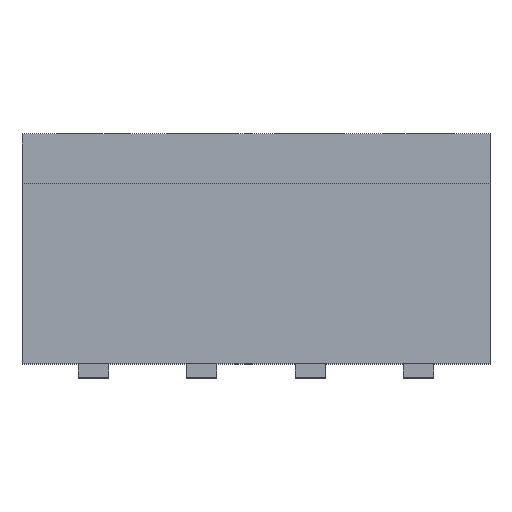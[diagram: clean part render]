
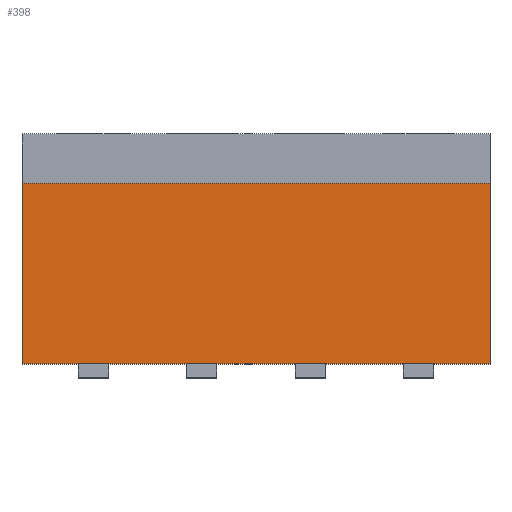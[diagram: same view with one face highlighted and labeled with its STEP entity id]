
A CAD part, top view. The second image highlights one B-rep face of the part: STEP entity #398.
In plain terms, the highlighted planar face has unit normal (0, 0, 1).
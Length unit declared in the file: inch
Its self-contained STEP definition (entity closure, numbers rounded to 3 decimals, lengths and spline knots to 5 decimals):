
#398 = ADVANCED_FACE( '', ( #892 ), #893, .F. );
#892 = FACE_OUTER_BOUND( '', #1508, .T. );
#893 = PLANE( '', #1509 );
#1508 = EDGE_LOOP( '', ( #2538, #2539, #2540, #2541 ) );
#1509 = AXIS2_PLACEMENT_3D( '', #2542, #2543, #2544 );
#2538 = ORIENTED_EDGE( '', *, *, #4053, .F. );
#2539 = ORIENTED_EDGE( '', *, *, #4054, .T. );
#2540 = ORIENTED_EDGE( '', *, *, #4055, .T. );
#2541 = ORIENTED_EDGE( '', *, *, #3980, .F. );
#2542 = CARTESIAN_POINT( '', ( 0., 0.0835, 0.05 ) );
#2543 = DIRECTION( '', ( 0., 0., -1. ) );
#2544 = DIRECTION( '', ( -1., 0., 0. ) );
#3980 = EDGE_CURVE( '', #4885, #4887, #4888, .T. );
#4053 = EDGE_CURVE( '', #5000, #4885, #5001, .T. );
#4054 = EDGE_CURVE( '', #5000, #5002, #5003, .T. );
#4055 = EDGE_CURVE( '', #5002, #4887, #5004, .T. );
#4885 = VERTEX_POINT( '', #6139 );
#4887 = VERTEX_POINT( '', #6142 );
#4888 = LINE( '', #6143, #6144 );
#5000 = VERTEX_POINT( '', #6310 );
#5001 = LINE( '', #6311, #6312 );
#5002 = VERTEX_POINT( '', #6313 );
#5003 = LINE( '', #6314, #6315 );
#5004 = LINE( '', #6316, #6317 );
#6139 = CARTESIAN_POINT( '', ( 0.16998, 0.0655, 0.05 ) );
#6142 = CARTESIAN_POINT( '', ( 0.16998, 0., 0.05 ) );
#6143 = CARTESIAN_POINT( '', ( 0.16998, 0.0835, 0.05 ) );
#6144 = VECTOR( '', #7186, 39.37008 );
#6310 = CARTESIAN_POINT( '', ( 0., 0.0655, 0.05 ) );
#6311 = CARTESIAN_POINT( '', ( 0., 0.0655, 0.05 ) );
#6312 = VECTOR( '', #7250, 39.37008 );
#6313 = CARTESIAN_POINT( '', ( 0., 0., 0.05 ) );
#6314 = CARTESIAN_POINT( '', ( 0., 0.0835, 0.05 ) );
#6315 = VECTOR( '', #7251, 39.37008 );
#6316 = CARTESIAN_POINT( '', ( 0., 0., 0.05 ) );
#6317 = VECTOR( '', #7252, 39.37008 );
#7186 = DIRECTION( '', ( 0., -1., 0. ) );
#7250 = DIRECTION( '', ( 1., 0., 0. ) );
#7251 = DIRECTION( '', ( 0., -1., 0. ) );
#7252 = DIRECTION( '', ( 1., 0., 0. ) );
